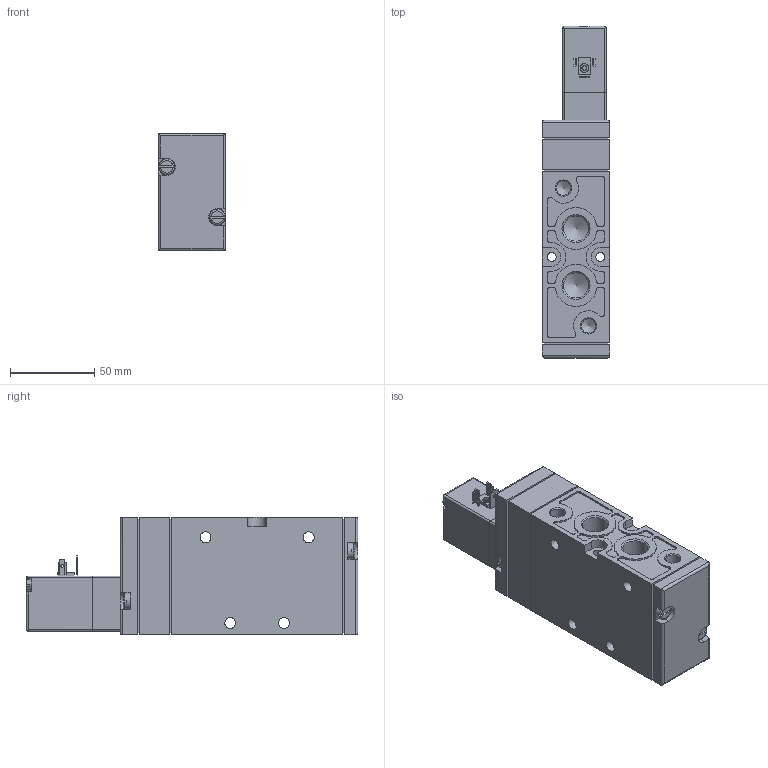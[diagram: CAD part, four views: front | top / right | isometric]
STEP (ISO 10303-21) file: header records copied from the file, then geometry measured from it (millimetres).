
FILE_DESCRIPTION(/* description */ ('STEP AP214'),/* implementation_level */ '2;1');
FILE_NAME(/* name */ '33180_MVH-5-3_8-L-S-B',/* time_stamp */ '2024-09-11T20:46:15+02:00',/* author */ ('License CC BY-ND 4.0'),/* organization */ ('CADENAS'),/* preprocessor_version */ 'ST-DEVELOPER v19.3',/* originating_system */ 'PARTsolutions',/* authorisation */ ' ');
FILE_SCHEMA (('MODEL_BASED_INTEGRATED_MANUFACTURING_SCHEMA','PROCESS_PLANNING_SCHEMA','AP242_MANAGED_MODEL_BASED_3D_ENGINEERING_MIM_LF { 1 0 10303 442 3 1 4 }','AUTOMOTIVE_DESIGN {1 0 10303 214 3 1 1}'));
Length unit declared in the file: millimetre
Products named in the file (3): 33180 MVH-5-3/8-L-S-B--(0); 33180 MVH-5-3/8-L-S-B_valves; 33180 MVH-5-3/8-L-S-B_coil
Assembly tree (2 placements, depth 2):
  33180 MVH-5-3/8-L-S-B--(0)
    33180 MVH-5-3/8-L-S-B_valves
    33180 MVH-5-3/8-L-S-B_coil
Bounding box: 40 x 197.5 x 70 mm (x, y, z)
Volume: 404491 mm3; surface area: 61420.7 mm2
Topology: 2 solids, 2 shells, 389 faces, 1028 edges, 671 vertices
Faces by surface type: plane 216, cylinder 136, cone 29, torus 8
Full cylindrical faces by diameter (mm): 1.6 x3, 2.459 x1, 3.242 x2, 4 x2, 4.134 x2, 5.2 x1, 5.5 x2, 6 x1, 6.5 x4, 8.566 x2, 14.95 x5
Entity records: 12558 total; most frequent: CARTESIAN_POINT 2172, DIRECTION 1995, ORIENTED_EDGE 1894, EDGE_CURVE 947, AXIS2_PLACEMENT_3D 708, VERTEX_POINT 653, LINE 579, VECTOR 579
